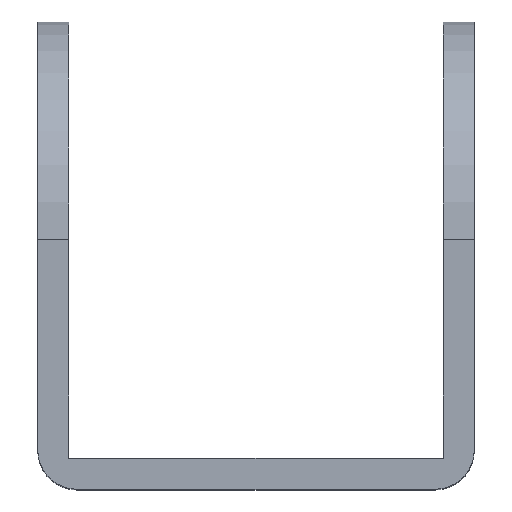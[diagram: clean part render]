
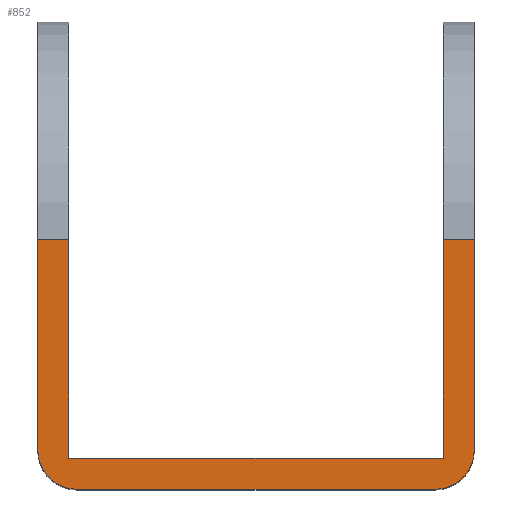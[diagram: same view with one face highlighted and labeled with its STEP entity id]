
A CAD part, top view. The second image highlights one B-rep face of the part: STEP entity #852.
In plain terms, the highlighted planar face has unit normal (0, 0, 1).
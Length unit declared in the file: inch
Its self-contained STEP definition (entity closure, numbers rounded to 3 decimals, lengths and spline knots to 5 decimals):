
#35 = EDGE_CURVE ( 'NONE', #1794, #522, #2349, .T. ) ;
#76 = ORIENTED_EDGE ( 'NONE', *, *, #1537, .F. ) ;
#88 = ORIENTED_EDGE ( 'NONE', *, *, #402, .F. ) ;
#108 = VECTOR ( 'NONE', #745, 39.37008 ) ;
#116 = DIRECTION ( 'NONE',  ( 0., -1., 0. ) ) ;
#128 = DIRECTION ( 'NONE',  ( 0., -1., 0. ) ) ;
#139 = ORIENTED_EDGE ( 'NONE', *, *, #1640, .F. ) ;
#281 = FACE_OUTER_BOUND ( 'NONE', #285, .T. ) ;
#282 = LINE ( 'NONE', #1946, #1152 ) ;
#285 = EDGE_LOOP ( 'NONE', ( #1611, #1572, #2054, #1335, #139, #88, #326, #1522, #771, #76 ) ) ;
#292 = EDGE_CURVE ( 'NONE', #889, #1488, #1642, .T. ) ;
#316 = CARTESIAN_POINT ( 'NONE',  ( -0.45276, -0.62992, 0.55118 ) ) ;
#326 = ORIENTED_EDGE ( 'NONE', *, *, #427, .T. ) ;
#366 = CARTESIAN_POINT ( 'NONE',  ( 0.55118, 0., 0.55118 ) ) ;
#367 = EDGE_CURVE ( 'NONE', #968, #522, #1323, .T. ) ;
#382 = DIRECTION ( 'NONE',  ( 0., 0., 1. ) ) ;
#402 = EDGE_CURVE ( 'NONE', #1340, #405, #1839, .T. ) ;
#403 = LINE ( 'NONE', #1318, #1568 ) ;
#405 = VERTEX_POINT ( 'NONE', #1918 ) ;
#423 = CARTESIAN_POINT ( 'NONE',  ( 0.45276, -0.62992, 0.55118 ) ) ;
#427 = EDGE_CURVE ( 'NONE', #1340, #968, #964, .T. ) ;
#447 = CARTESIAN_POINT ( 'NONE',  ( -0.55118, 0., 0.55118 ) ) ;
#522 = VERTEX_POINT ( 'NONE', #1776 ) ;
#543 = DIRECTION ( 'NONE',  ( 1., 0., 0. ) ) ;
#556 = CARTESIAN_POINT ( 'NONE',  ( 0.47244, -0.55118, 0.55118 ) ) ;
#716 = AXIS2_PLACEMENT_3D ( 'NONE', #1068, #1255, #116 ) ;
#745 = DIRECTION ( 'NONE',  ( 0., -1., 0. ) ) ;
#748 = VECTOR ( 'NONE', #2244, 39.37008 ) ;
#765 = CARTESIAN_POINT ( 'NONE',  ( -0.47244, 0., 0.55118 ) ) ;
#771 = ORIENTED_EDGE ( 'NONE', *, *, #35, .F. ) ;
#795 = CARTESIAN_POINT ( 'NONE',  ( 0.47244, 0., 0.55118 ) ) ;
#852 = ADVANCED_FACE ( 'NONE', ( #281 ), #2242, .T. ) ;
#889 = VERTEX_POINT ( 'NONE', #1456 ) ;
#936 = DIRECTION ( 'NONE',  ( 1., 0., 0. ) ) ;
#940 = DIRECTION ( 'NONE',  ( 0., -1., 0. ) ) ;
#954 = CARTESIAN_POINT ( 'NONE',  ( 0.47244, -0.55118, 0.55118 ) ) ;
#957 = CARTESIAN_POINT ( 'NONE',  ( -0.45276, -0.5315, 0.55118 ) ) ;
#964 = LINE ( 'NONE', #795, #2378 ) ;
#968 = VERTEX_POINT ( 'NONE', #954 ) ;
#1001 = LINE ( 'NONE', #366, #108 ) ;
#1055 = LINE ( 'NONE', #1486, #2150 ) ;
#1068 = CARTESIAN_POINT ( 'NONE',  ( 0.45276, -0.5315, 0.55118 ) ) ;
#1139 = EDGE_CURVE ( 'NONE', #1488, #1894, #1055, .T. ) ;
#1152 = VECTOR ( 'NONE', #2139, 39.37008 ) ;
#1179 = DIRECTION ( 'NONE',  ( 0., -1., 0. ) ) ;
#1184 = VERTEX_POINT ( 'NONE', #1326 ) ;
#1255 = DIRECTION ( 'NONE',  ( 0., 0., 1. ) ) ;
#1318 = CARTESIAN_POINT ( 'NONE',  ( -0.55118, 0., 0.55118 ) ) ;
#1323 = LINE ( 'NONE', #556, #748 ) ;
#1326 = CARTESIAN_POINT ( 'NONE',  ( 0.55118, -0.5315, 0.55118 ) ) ;
#1327 = EDGE_CURVE ( 'NONE', #1968, #889, #282, .T. ) ;
#1335 = ORIENTED_EDGE ( 'NONE', *, *, #2156, .T. ) ;
#1340 = VERTEX_POINT ( 'NONE', #1414 ) ;
#1414 = CARTESIAN_POINT ( 'NONE',  ( 0.47244, 0., 0.55118 ) ) ;
#1456 = CARTESIAN_POINT ( 'NONE',  ( -0.55118, -0.5315, 0.55118 ) ) ;
#1486 = CARTESIAN_POINT ( 'NONE',  ( -0.55118, -0.62992, 0.55118 ) ) ;
#1488 = VERTEX_POINT ( 'NONE', #316 ) ;
#1522 = ORIENTED_EDGE ( 'NONE', *, *, #367, .T. ) ;
#1537 = EDGE_CURVE ( 'NONE', #1968, #1794, #403, .T. ) ;
#1554 = DIRECTION ( 'NONE',  ( 1., 0., 0. ) ) ;
#1568 = VECTOR ( 'NONE', #543, 39.37008 ) ;
#1572 = ORIENTED_EDGE ( 'NONE', *, *, #292, .T. ) ;
#1611 = ORIENTED_EDGE ( 'NONE', *, *, #1327, .T. ) ;
#1640 = EDGE_CURVE ( 'NONE', #405, #1184, #1001, .T. ) ;
#1642 = CIRCLE ( 'NONE', #1980, 0.09843 ) ;
#1704 = VECTOR ( 'NONE', #128, 39.37008 ) ;
#1730 = AXIS2_PLACEMENT_3D ( 'NONE', #2250, #2263, #2256 ) ;
#1776 = CARTESIAN_POINT ( 'NONE',  ( -0.47244, -0.55118, 0.55118 ) ) ;
#1794 = VERTEX_POINT ( 'NONE', #765 ) ;
#1801 = CIRCLE ( 'NONE', #716, 0.09843 ) ;
#1839 = LINE ( 'NONE', #2275, #1958 ) ;
#1894 = VERTEX_POINT ( 'NONE', #423 ) ;
#1918 = CARTESIAN_POINT ( 'NONE',  ( 0.55118, 0., 0.55118 ) ) ;
#1946 = CARTESIAN_POINT ( 'NONE',  ( -0.55118, 0., 0.55118 ) ) ;
#1958 = VECTOR ( 'NONE', #1554, 39.37008 ) ;
#1968 = VERTEX_POINT ( 'NONE', #447 ) ;
#1980 = AXIS2_PLACEMENT_3D ( 'NONE', #957, #382, #940 ) ;
#2054 = ORIENTED_EDGE ( 'NONE', *, *, #1139, .T. ) ;
#2139 = DIRECTION ( 'NONE',  ( 0., -1., 0. ) ) ;
#2150 = VECTOR ( 'NONE', #936, 39.37008 ) ;
#2156 = EDGE_CURVE ( 'NONE', #1894, #1184, #1801, .T. ) ;
#2242 = PLANE ( 'NONE',  #1730 ) ;
#2244 = DIRECTION ( 'NONE',  ( -1., 0., 0. ) ) ;
#2250 = CARTESIAN_POINT ( 'NONE',  ( -0.55118, 0., 0.55118 ) ) ;
#2256 = DIRECTION ( 'NONE',  ( 0., -1., 0. ) ) ;
#2263 = DIRECTION ( 'NONE',  ( 0., 0., 1. ) ) ;
#2275 = CARTESIAN_POINT ( 'NONE',  ( -0.55118, 0., 0.55118 ) ) ;
#2349 = LINE ( 'NONE', #2366, #1704 ) ;
#2366 = CARTESIAN_POINT ( 'NONE',  ( -0.47244, 0., 0.55118 ) ) ;
#2378 = VECTOR ( 'NONE', #1179, 39.37008 ) ;
